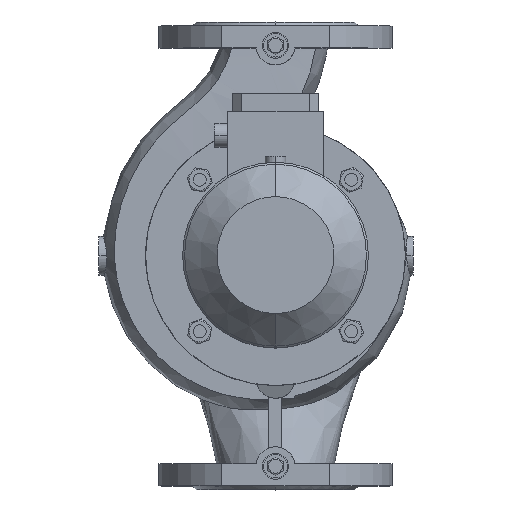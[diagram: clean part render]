
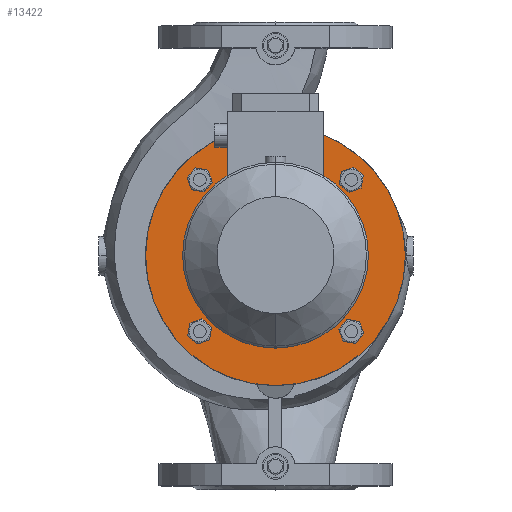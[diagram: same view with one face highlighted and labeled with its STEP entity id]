
A CAD part, top view. The second image highlights one B-rep face of the part: STEP entity #13422.
In plain terms, the highlighted planar face has unit normal (0, 0, 1).
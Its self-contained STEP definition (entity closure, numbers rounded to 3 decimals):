
#1078 = AXIS2_PLACEMENT_3D ( 'NONE', #12307, #6952, #2037 ) ;
#1282 = CARTESIAN_POINT ( 'NONE',  ( 66.289, -59.739, 142. ) ) ;
#1459 = EDGE_CURVE ( 'NONE', #11127, #15880, #18854, .T. ) ;
#1938 = DIRECTION ( 'NONE',  ( 0., -1., 0. ) ) ;
#2037 = DIRECTION ( 'NONE',  ( 0., -1., 0. ) ) ;
#2489 = DIRECTION ( 'NONE',  ( 0., -1., 0. ) ) ;
#2645 = DIRECTION ( 'NONE',  ( 0., 0., -1. ) ) ;
#3516 = CIRCLE ( 'NONE', #6770, 8.075 ) ;
#3635 = CIRCLE ( 'NONE', #15674, 8.075 ) ;
#3926 = ORIENTED_EDGE ( 'NONE', *, *, #30457, .T. ) ;
#3986 = CARTESIAN_POINT ( 'NONE',  ( 56.934, 50.384, 142. ) ) ;
#4502 = PLANE ( 'NONE',  #27287 ) ;
#4825 = CARTESIAN_POINT ( 'NONE',  ( 58.336, -58.336, 142. ) ) ;
#4984 = EDGE_CURVE ( 'NONE', #24537, #23661, #22669, .T. ) ;
#5065 = DIRECTION ( 'NONE',  ( 0., 0., -1. ) ) ;
#5436 = AXIS2_PLACEMENT_3D ( 'NONE', #30067, #17532, #9997 ) ;
#5964 = ORIENTED_EDGE ( 'NONE', *, *, #15916, .F. ) ;
#6228 = EDGE_LOOP ( 'NONE', ( #14889, #10025 ) ) ;
#6418 = ORIENTED_EDGE ( 'NONE', *, *, #1459, .T. ) ;
#6453 = VERTEX_POINT ( 'NONE', #8240 ) ;
#6625 = CARTESIAN_POINT ( 'NONE',  ( 0., 0., 142. ) ) ;
#6770 = AXIS2_PLACEMENT_3D ( 'NONE', #10317, #5065, #2489 ) ;
#6952 = DIRECTION ( 'NONE',  ( 0., 0., -1. ) ) ;
#6971 = CARTESIAN_POINT ( 'NONE',  ( 0., 100., 142. ) ) ;
#7117 = FACE_OUTER_BOUND ( 'NONE', #19894, .T. ) ;
#7550 = CARTESIAN_POINT ( 'NONE',  ( -58.336, 58.336, 142. ) ) ;
#7842 = CARTESIAN_POINT ( 'NONE',  ( 0., 0., 142. ) ) ;
#7935 = CARTESIAN_POINT ( 'NONE',  ( -58.336, -58.336, 142. ) ) ;
#7992 = CIRCLE ( 'NONE', #5436, 70. ) ;
#8027 = EDGE_CURVE ( 'NONE', #32350, #23342, #30111, .T. ) ;
#8046 = DIRECTION ( 'NONE',  ( 0., 0., -1. ) ) ;
#8240 = CARTESIAN_POINT ( 'NONE',  ( 0., -70., 142. ) ) ;
#8578 = AXIS2_PLACEMENT_3D ( 'NONE', #18236, #16163, #11122 ) ;
#8730 = FACE_BOUND ( 'NONE', #13124, .T. ) ;
#9662 = DIRECTION ( 'NONE',  ( 0., -1., 0. ) ) ;
#9997 = DIRECTION ( 'NONE',  ( 0., 1., 0. ) ) ;
#10022 = AXIS2_PLACEMENT_3D ( 'NONE', #7842, #10521, #25683 ) ;
#10025 = ORIENTED_EDGE ( 'NONE', *, *, #10389, .T. ) ;
#10124 = EDGE_LOOP ( 'NONE', ( #14616, #27491 ) ) ;
#10317 = CARTESIAN_POINT ( 'NONE',  ( 58.336, 58.336, 142. ) ) ;
#10352 = ORIENTED_EDGE ( 'NONE', *, *, #8027, .T. ) ;
#10389 = EDGE_CURVE ( 'NONE', #12952, #25218, #3635, .T. ) ;
#10521 = DIRECTION ( 'NONE',  ( 0., 0., -1. ) ) ;
#10598 = CARTESIAN_POINT ( 'NONE',  ( -58.336, 58.336, 142. ) ) ;
#10697 = CIRCLE ( 'NONE', #31672, 8.075 ) ;
#10794 = VERTEX_POINT ( 'NONE', #15056 ) ;
#11065 = CARTESIAN_POINT ( 'NONE',  ( -66.289, 59.739, 142. ) ) ;
#11122 = DIRECTION ( 'NONE',  ( 0., -1., 0. ) ) ;
#11127 = VERTEX_POINT ( 'NONE', #21638 ) ;
#11163 = ORIENTED_EDGE ( 'NONE', *, *, #13662, .T. ) ;
#12193 = EDGE_LOOP ( 'NONE', ( #3926, #26282 ) ) ;
#12302 = FACE_BOUND ( 'NONE', #10124, .T. ) ;
#12307 = CARTESIAN_POINT ( 'NONE',  ( -58.336, -58.336, 142. ) ) ;
#12573 = EDGE_CURVE ( 'NONE', #13372, #6453, #7992, .T. ) ;
#12952 = VERTEX_POINT ( 'NONE', #23989 ) ;
#13124 = EDGE_LOOP ( 'NONE', ( #10352, #11163 ) ) ;
#13300 = AXIS2_PLACEMENT_3D ( 'NONE', #10598, #28439, #13380 ) ;
#13372 = VERTEX_POINT ( 'NONE', #26946 ) ;
#13380 = DIRECTION ( 'NONE',  ( 0., -1., 0. ) ) ;
#13422 = ADVANCED_FACE ( 'NONE', ( #19445, #8730, #32267, #29893, #12302, #7117 ), #4502, .T. ) ;
#13480 = EDGE_CURVE ( 'NONE', #15880, #11127, #28276, .T. ) ;
#13662 = EDGE_CURVE ( 'NONE', #23342, #32350, #3516, .T. ) ;
#14616 = ORIENTED_EDGE ( 'NONE', *, *, #12573, .T. ) ;
#14673 = CARTESIAN_POINT ( 'NONE',  ( 58.336, -58.336, 142. ) ) ;
#14706 = CARTESIAN_POINT ( 'NONE',  ( 59.739, 66.289, 142. ) ) ;
#14889 = ORIENTED_EDGE ( 'NONE', *, *, #29142, .T. ) ;
#15056 = CARTESIAN_POINT ( 'NONE',  ( -50.384, 56.934, 142. ) ) ;
#15154 = EDGE_LOOP ( 'NONE', ( #6418, #21984 ) ) ;
#15289 = AXIS2_PLACEMENT_3D ( 'NONE', #4825, #22653, #17948 ) ;
#15396 = DIRECTION ( 'NONE',  ( 0., 1., 0. ) ) ;
#15674 = AXIS2_PLACEMENT_3D ( 'NONE', #7935, #8046, #23301 ) ;
#15880 = VERTEX_POINT ( 'NONE', #1282 ) ;
#15916 = EDGE_CURVE ( 'NONE', #23661, #24537, #26162, .T. ) ;
#16163 = DIRECTION ( 'NONE',  ( 0., 0., -1. ) ) ;
#16984 = AXIS2_PLACEMENT_3D ( 'NONE', #14673, #32523, #1938 ) ;
#17382 = CIRCLE ( 'NONE', #13300, 8.075 ) ;
#17532 = DIRECTION ( 'NONE',  ( 0., 0., -1. ) ) ;
#17644 = CIRCLE ( 'NONE', #17732, 70. ) ;
#17663 = EDGE_CURVE ( 'NONE', #6453, #13372, #17644, .T. ) ;
#17667 = DIRECTION ( 'NONE',  ( 0., -1., 0. ) ) ;
#17732 = AXIS2_PLACEMENT_3D ( 'NONE', #31017, #2645, #15396 ) ;
#17948 = DIRECTION ( 'NONE',  ( 0., -1., 0. ) ) ;
#18236 = CARTESIAN_POINT ( 'NONE',  ( 58.336, 58.336, 142. ) ) ;
#18854 = CIRCLE ( 'NONE', #15289, 8.075 ) ;
#19289 = CARTESIAN_POINT ( 'NONE',  ( 0., 100., 142. ) ) ;
#19445 = FACE_BOUND ( 'NONE', #12193, .T. ) ;
#19514 = DIRECTION ( 'NONE',  ( 0., 0., -1. ) ) ;
#19813 = AXIS2_PLACEMENT_3D ( 'NONE', #6625, #19514, #32392 ) ;
#19894 = EDGE_LOOP ( 'NONE', ( #5964, #31778 ) ) ;
#19978 = DIRECTION ( 'NONE',  ( 0., 0., 1. ) ) ;
#21638 = CARTESIAN_POINT ( 'NONE',  ( 50.384, -56.934, 142. ) ) ;
#21984 = ORIENTED_EDGE ( 'NONE', *, *, #13480, .T. ) ;
#22653 = DIRECTION ( 'NONE',  ( 0., 0., -1. ) ) ;
#22669 = CIRCLE ( 'NONE', #10022, 100. ) ;
#23301 = DIRECTION ( 'NONE',  ( 0., -1., 0. ) ) ;
#23342 = VERTEX_POINT ( 'NONE', #14706 ) ;
#23661 = VERTEX_POINT ( 'NONE', #19289 ) ;
#23859 = CARTESIAN_POINT ( 'NONE',  ( -56.934, -50.384, 142. ) ) ;
#23989 = CARTESIAN_POINT ( 'NONE',  ( -59.739, -66.289, 142. ) ) ;
#24147 = VERTEX_POINT ( 'NONE', #11065 ) ;
#24537 = VERTEX_POINT ( 'NONE', #26134 ) ;
#25218 = VERTEX_POINT ( 'NONE', #23859 ) ;
#25683 = DIRECTION ( 'NONE',  ( 0., 1., 0. ) ) ;
#26134 = CARTESIAN_POINT ( 'NONE',  ( 0., -100., 142. ) ) ;
#26162 = CIRCLE ( 'NONE', #19813, 100. ) ;
#26282 = ORIENTED_EDGE ( 'NONE', *, *, #32009, .T. ) ;
#26946 = CARTESIAN_POINT ( 'NONE',  ( 0., 70., 142. ) ) ;
#27287 = AXIS2_PLACEMENT_3D ( 'NONE', #6971, #19978, #9662 ) ;
#27491 = ORIENTED_EDGE ( 'NONE', *, *, #17663, .T. ) ;
#27849 = DIRECTION ( 'NONE',  ( 0., 0., -1. ) ) ;
#28276 = CIRCLE ( 'NONE', #16984, 8.075 ) ;
#28439 = DIRECTION ( 'NONE',  ( 0., 0., -1. ) ) ;
#29142 = EDGE_CURVE ( 'NONE', #25218, #12952, #31132, .T. ) ;
#29893 = FACE_BOUND ( 'NONE', #6228, .T. ) ;
#30067 = CARTESIAN_POINT ( 'NONE',  ( 0., 0., 142. ) ) ;
#30111 = CIRCLE ( 'NONE', #8578, 8.075 ) ;
#30457 = EDGE_CURVE ( 'NONE', #10794, #24147, #10697, .T. ) ;
#31017 = CARTESIAN_POINT ( 'NONE',  ( 0., 0., 142. ) ) ;
#31132 = CIRCLE ( 'NONE', #1078, 8.075 ) ;
#31672 = AXIS2_PLACEMENT_3D ( 'NONE', #7550, #27849, #17667 ) ;
#31778 = ORIENTED_EDGE ( 'NONE', *, *, #4984, .F. ) ;
#32009 = EDGE_CURVE ( 'NONE', #24147, #10794, #17382, .T. ) ;
#32267 = FACE_BOUND ( 'NONE', #15154, .T. ) ;
#32350 = VERTEX_POINT ( 'NONE', #3986 ) ;
#32392 = DIRECTION ( 'NONE',  ( 0., 1., 0. ) ) ;
#32523 = DIRECTION ( 'NONE',  ( 0., 0., -1. ) ) ;
